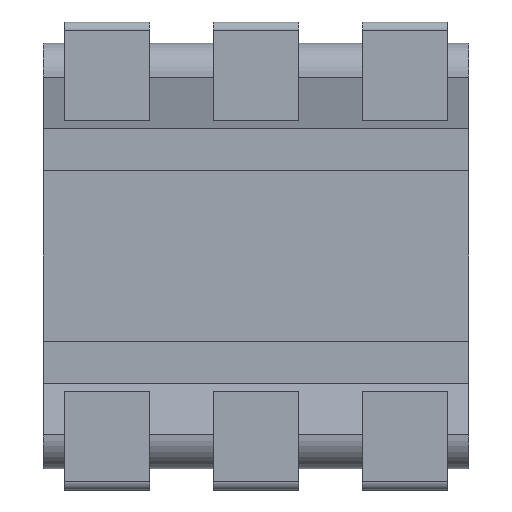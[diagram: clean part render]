
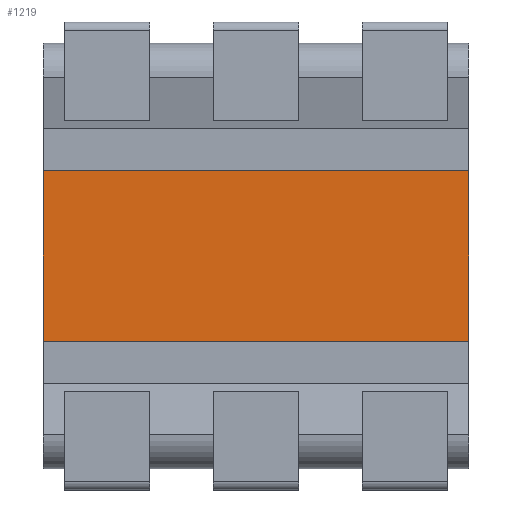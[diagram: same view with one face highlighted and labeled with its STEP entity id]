
A CAD part, front view. The second image highlights one B-rep face of the part: STEP entity #1219.
In plain terms, the highlighted planar face has unit normal (0, -1, 0).
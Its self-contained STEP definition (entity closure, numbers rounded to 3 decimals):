
#71 = VERTEX_POINT ( 'NONE', #596 ) ;
#111 = VERTEX_POINT ( 'NONE', #1162 ) ;
#158 = PLANE ( 'NONE',  #1227 ) ;
#244 = LINE ( 'NONE', #2891, #970 ) ;
#354 = LINE ( 'NONE', #1386, #1086 ) ;
#445 = DIRECTION ( 'NONE',  ( 0., 0., -1. ) ) ;
#506 = VERTEX_POINT ( 'NONE', #1640 ) ;
#516 = ORIENTED_EDGE ( 'NONE', *, *, #1614, .T. ) ;
#596 = CARTESIAN_POINT ( 'NONE',  ( -2.472, 0.464, -1.139 ) ) ;
#768 = LINE ( 'NONE', #2168, #3058 ) ;
#970 = VECTOR ( 'NONE', #2434, 1000. ) ;
#1082 = EDGE_LOOP ( 'NONE', ( #1397, #516, #2492, #1820 ) ) ;
#1086 = VECTOR ( 'NONE', #1609, 1000. ) ;
#1162 = CARTESIAN_POINT ( 'NONE',  ( -2.472, 0.464, 0.861 ) ) ;
#1189 = CARTESIAN_POINT ( 'NONE',  ( -2.472, 0.464, -1.139 ) ) ;
#1199 = DIRECTION ( 'NONE',  ( 0., -1., 0. ) ) ;
#1219 = ADVANCED_FACE ( 'NONE', ( #1748 ), #158, .T. ) ;
#1227 = AXIS2_PLACEMENT_3D ( 'NONE', #3235, #1199, #445 ) ;
#1386 = CARTESIAN_POINT ( 'NONE',  ( -2.472, 0.464, 0.861 ) ) ;
#1397 = ORIENTED_EDGE ( 'NONE', *, *, #3089, .T. ) ;
#1587 = LINE ( 'NONE', #1189, #2639 ) ;
#1609 = DIRECTION ( 'NONE',  ( 0., 0., -1. ) ) ;
#1614 = EDGE_CURVE ( 'NONE', #71, #2059, #1587, .T. ) ;
#1636 = CARTESIAN_POINT ( 'NONE',  ( 2.528, 0.464, -1.139 ) ) ;
#1640 = CARTESIAN_POINT ( 'NONE',  ( 2.528, 0.464, 0.861 ) ) ;
#1748 = FACE_OUTER_BOUND ( 'NONE', #1082, .T. ) ;
#1820 = ORIENTED_EDGE ( 'NONE', *, *, #2551, .F. ) ;
#2059 = VERTEX_POINT ( 'NONE', #1636 ) ;
#2168 = CARTESIAN_POINT ( 'NONE',  ( -2.472, 0.464, 0.861 ) ) ;
#2434 = DIRECTION ( 'NONE',  ( 0., 0., -1. ) ) ;
#2492 = ORIENTED_EDGE ( 'NONE', *, *, #3175, .F. ) ;
#2551 = EDGE_CURVE ( 'NONE', #111, #506, #768, .T. ) ;
#2639 = VECTOR ( 'NONE', #2968, 1000. ) ;
#2891 = CARTESIAN_POINT ( 'NONE',  ( 2.528, 0.464, 0.861 ) ) ;
#2908 = DIRECTION ( 'NONE',  ( 1., 0., 0. ) ) ;
#2968 = DIRECTION ( 'NONE',  ( 1., 0., 0. ) ) ;
#3058 = VECTOR ( 'NONE', #2908, 1000. ) ;
#3089 = EDGE_CURVE ( 'NONE', #111, #71, #354, .T. ) ;
#3175 = EDGE_CURVE ( 'NONE', #506, #2059, #244, .T. ) ;
#3235 = CARTESIAN_POINT ( 'NONE',  ( -0.92, 0.464, -0.452 ) ) ;
